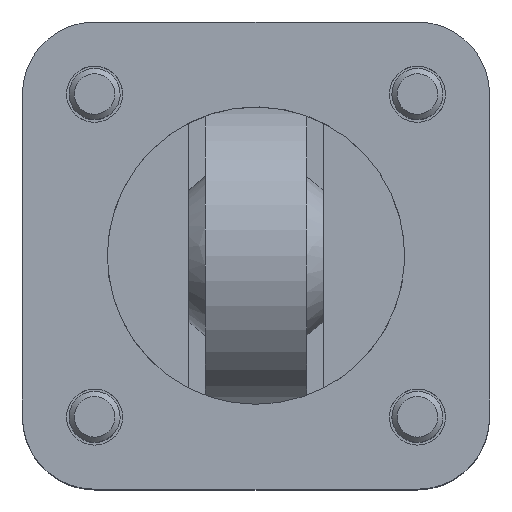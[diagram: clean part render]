
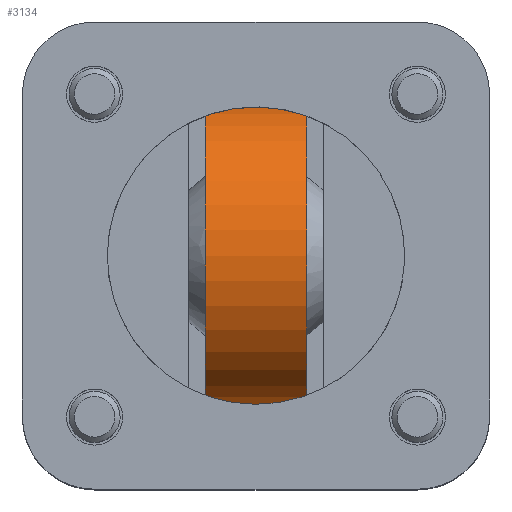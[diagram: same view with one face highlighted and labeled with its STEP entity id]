
A CAD part, top view. The second image highlights one B-rep face of the part: STEP entity #3134.
In plain terms, the highlighted cylindrical face has radius 18 mm (diameter 36 mm), a partial arc.
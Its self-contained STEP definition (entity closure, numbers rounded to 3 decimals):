
#168 = CARTESIAN_POINT ( 'NONE',  ( 6., 17.573, -21.104 ) ) ;
#446 = LINE ( 'NONE', #3652, #1379 ) ;
#1279 = DIRECTION ( 'NONE',  ( 0., 0.976, 0.216 ) ) ;
#1340 = DIRECTION ( 'NONE',  ( 1., 0., 0. ) ) ;
#1379 = VECTOR ( 'NONE', #4524, 1000. ) ;
#1428 = ORIENTED_EDGE ( 'NONE', *, *, #4381, .T. ) ;
#1951 = CARTESIAN_POINT ( 'NONE',  ( -6., -17.573, -21.104 ) ) ;
#2606 = EDGE_LOOP ( 'NONE', ( #9637, #9493, #1428, #9784 ) ) ;
#3134 = ADVANCED_FACE ( 'NONE', ( #10242 ), #3945, .T. ) ;
#3421 = DIRECTION ( 'NONE',  ( -1., 0., 0. ) ) ;
#3652 = CARTESIAN_POINT ( 'NONE',  ( -6., -17.573, -21.104 ) ) ;
#3749 = DIRECTION ( 'NONE',  ( 0., 0.976, 0.216 ) ) ;
#3829 = AXIS2_PLACEMENT_3D ( 'NONE', #8475, #1340, #3749 ) ;
#3945 = CYLINDRICAL_SURFACE ( 'NONE', #3829, 18. ) ;
#4048 = CARTESIAN_POINT ( 'NONE',  ( -6., 0., -25. ) ) ;
#4381 = EDGE_CURVE ( 'NONE', #9805, #8381, #6666, .T. ) ;
#4524 = DIRECTION ( 'NONE',  ( 1., 0., 0. ) ) ;
#4578 = LINE ( 'NONE', #9989, #7151 ) ;
#6341 = VERTEX_POINT ( 'NONE', #9781 ) ;
#6567 = DIRECTION ( 'NONE',  ( 0., 0.976, 0.216 ) ) ;
#6666 = CIRCLE ( 'NONE', #10000, 18. ) ;
#6795 = VERTEX_POINT ( 'NONE', #168 ) ;
#6798 = AXIS2_PLACEMENT_3D ( 'NONE', #8977, #3421, #6567 ) ;
#6862 = EDGE_CURVE ( 'NONE', #6341, #6795, #7638, .T. ) ;
#6910 = DIRECTION ( 'NONE',  ( 1., 0., 0. ) ) ;
#7151 = VECTOR ( 'NONE', #6910, 1000. ) ;
#7217 = DIRECTION ( 'NONE',  ( 1., 0., 0. ) ) ;
#7638 = CIRCLE ( 'NONE', #6798, 18. ) ;
#8284 = EDGE_CURVE ( 'NONE', #8381, #6341, #446, .T. ) ;
#8381 = VERTEX_POINT ( 'NONE', #1951 ) ;
#8475 = CARTESIAN_POINT ( 'NONE',  ( 0., 0., -25. ) ) ;
#8863 = EDGE_CURVE ( 'NONE', #9805, #6795, #4578, .T. ) ;
#8977 = CARTESIAN_POINT ( 'NONE',  ( 6., 0., -25. ) ) ;
#9493 = ORIENTED_EDGE ( 'NONE', *, *, #8863, .F. ) ;
#9637 = ORIENTED_EDGE ( 'NONE', *, *, #6862, .T. ) ;
#9781 = CARTESIAN_POINT ( 'NONE',  ( 6., -17.573, -21.104 ) ) ;
#9784 = ORIENTED_EDGE ( 'NONE', *, *, #8284, .T. ) ;
#9805 = VERTEX_POINT ( 'NONE', #9926 ) ;
#9926 = CARTESIAN_POINT ( 'NONE',  ( -6., 17.573, -21.104 ) ) ;
#9989 = CARTESIAN_POINT ( 'NONE',  ( -6., 17.573, -21.104 ) ) ;
#10000 = AXIS2_PLACEMENT_3D ( 'NONE', #4048, #7217, #1279 ) ;
#10242 = FACE_OUTER_BOUND ( 'NONE', #2606, .T. ) ;
